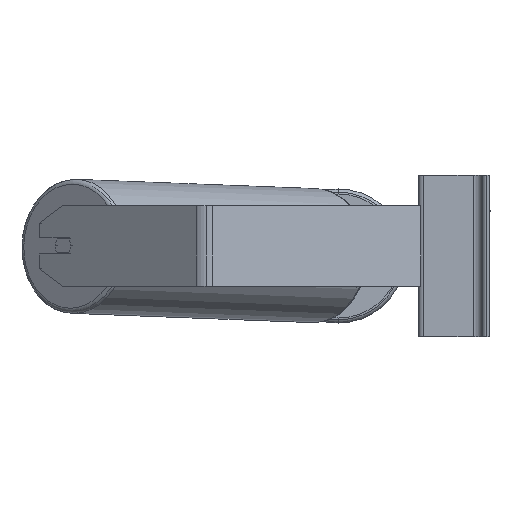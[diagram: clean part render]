
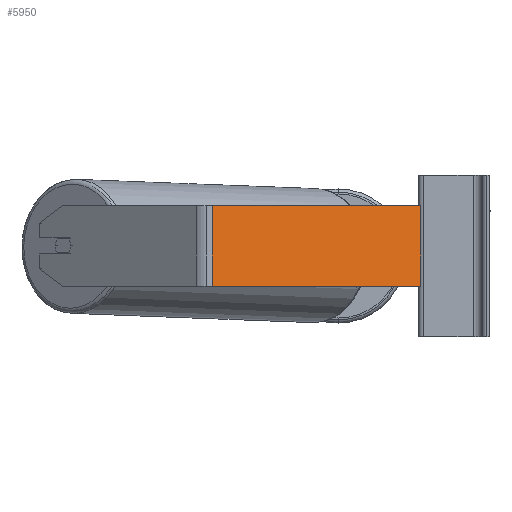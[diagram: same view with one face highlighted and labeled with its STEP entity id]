
A CAD part, left-side view. The second image highlights one B-rep face of the part: STEP entity #5950.
In plain terms, the highlighted planar face has unit normal (-0.94, -0.342, 0).
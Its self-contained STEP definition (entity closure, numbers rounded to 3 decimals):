
#407 = AXIS2_PLACEMENT_3D ( 'NONE', #3160, #6628, #10287 ) ;
#1382 = CARTESIAN_POINT ( 'NONE',  ( -587.518, 15.948, 50. ) ) ;
#1609 = FACE_OUTER_BOUND ( 'NONE', #4959, .T. ) ;
#1655 = CARTESIAN_POINT ( 'NONE',  ( -666.065, 231.755, -30. ) ) ;
#1988 = VERTEX_POINT ( 'NONE', #10072 ) ;
#2026 = CARTESIAN_POINT ( 'NONE',  ( -662.905, 223.074, 50. ) ) ;
#3160 = CARTESIAN_POINT ( 'NONE',  ( -666.065, 231.755, 50. ) ) ;
#3224 = CARTESIAN_POINT ( 'NONE',  ( -662.905, 223.074, -30. ) ) ;
#3331 = VERTEX_POINT ( 'NONE', #2026 ) ;
#3393 = VECTOR ( 'NONE', #6050, 1000. ) ;
#3419 = VERTEX_POINT ( 'NONE', #3224 ) ;
#3925 = ORIENTED_EDGE ( 'NONE', *, *, #5536, .T. ) ;
#4959 = EDGE_LOOP ( 'NONE', ( #5008, #11033, #10332, #3925 ) ) ;
#4987 = LINE ( 'NONE', #7594, #5305 ) ;
#5008 = ORIENTED_EDGE ( 'NONE', *, *, #7586, .T. ) ;
#5305 = VECTOR ( 'NONE', #8426, 1000. ) ;
#5397 = LINE ( 'NONE', #8890, #5428 ) ;
#5428 = VECTOR ( 'NONE', #8003, 1000. ) ;
#5535 = CARTESIAN_POINT ( 'NONE',  ( -666.065, 231.755, 50. ) ) ;
#5536 = EDGE_CURVE ( 'NONE', #3331, #3419, #4987, .T. ) ;
#5950 = ADVANCED_FACE ( 'NONE', ( #1609 ), #7470, .F. ) ;
#6050 = DIRECTION ( 'NONE',  ( 0.342, -0.94, 0. ) ) ;
#6628 = DIRECTION ( 'NONE',  ( 0.94, 0.342, 0. ) ) ;
#7397 = EDGE_CURVE ( 'NONE', #3331, #11004, #8033, .T. ) ;
#7470 = PLANE ( 'NONE',  #407 ) ;
#7586 = EDGE_CURVE ( 'NONE', #3419, #1988, #8620, .T. ) ;
#7594 = CARTESIAN_POINT ( 'NONE',  ( -662.905, 223.074, 50. ) ) ;
#8003 = DIRECTION ( 'NONE',  ( 0., 0., -1. ) ) ;
#8033 = LINE ( 'NONE', #5535, #10808 ) ;
#8197 = DIRECTION ( 'NONE',  ( 0.342, -0.94, 0. ) ) ;
#8426 = DIRECTION ( 'NONE',  ( 0., 0., -1. ) ) ;
#8620 = LINE ( 'NONE', #1655, #3393 ) ;
#8890 = CARTESIAN_POINT ( 'NONE',  ( -587.518, 15.948, 50. ) ) ;
#9197 = EDGE_CURVE ( 'NONE', #11004, #1988, #5397, .T. ) ;
#10072 = CARTESIAN_POINT ( 'NONE',  ( -587.518, 15.948, -30. ) ) ;
#10287 = DIRECTION ( 'NONE',  ( -0.342, 0.94, 0. ) ) ;
#10332 = ORIENTED_EDGE ( 'NONE', *, *, #7397, .F. ) ;
#10808 = VECTOR ( 'NONE', #8197, 1000. ) ;
#11004 = VERTEX_POINT ( 'NONE', #1382 ) ;
#11033 = ORIENTED_EDGE ( 'NONE', *, *, #9197, .F. ) ;
